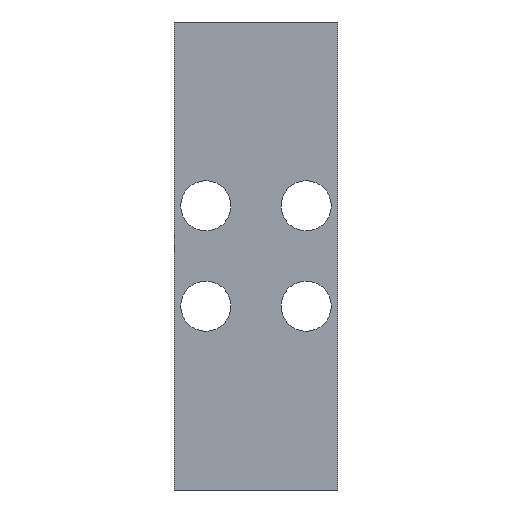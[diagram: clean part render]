
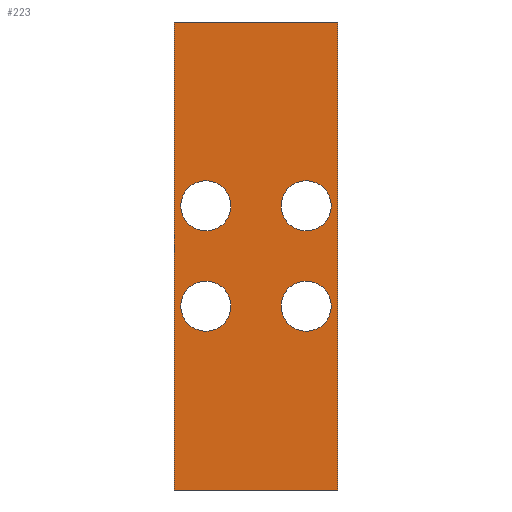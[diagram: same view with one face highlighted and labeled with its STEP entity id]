
A CAD part, front view. The second image highlights one B-rep face of the part: STEP entity #223.
In plain terms, the highlighted planar face has unit normal (0, -1, 0).
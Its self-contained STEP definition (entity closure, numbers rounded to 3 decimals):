
#38=CIRCLE('',#234,7.5);
#39=CIRCLE('',#235,7.5);
#40=CIRCLE('',#236,7.5);
#41=CIRCLE('',#237,7.5);
#42=CIRCLE('',#238,7.5);
#43=CIRCLE('',#239,7.5);
#44=CIRCLE('',#240,7.5);
#45=CIRCLE('',#241,7.5);
#51=VERTEX_POINT('',#311);
#52=VERTEX_POINT('',#313);
#54=VERTEX_POINT('',#319);
#55=VERTEX_POINT('',#320);
#56=VERTEX_POINT('',#323);
#57=VERTEX_POINT('',#324);
#58=VERTEX_POINT('',#327);
#59=VERTEX_POINT('',#328);
#60=VERTEX_POINT('',#331);
#61=VERTEX_POINT('',#332);
#62=VERTEX_POINT('',#335);
#63=VERTEX_POINT('',#337);
#71=VECTOR('',#256,1.);
#74=VECTOR('',#276,1.);
#75=VECTOR('',#277,1.);
#76=VECTOR('',#278,1.);
#87=LINE('',#312,#71);
#90=LINE('',#334,#74);
#91=LINE('',#336,#75);
#92=LINE('',#338,#76);
#103=EDGE_CURVE('',#52,#51,#87,.T.);
#106=EDGE_CURVE('',#54,#55,#38,.T.);
#107=EDGE_CURVE('',#55,#54,#39,.T.);
#108=EDGE_CURVE('',#56,#57,#40,.T.);
#109=EDGE_CURVE('',#57,#56,#41,.T.);
#110=EDGE_CURVE('',#58,#59,#42,.T.);
#111=EDGE_CURVE('',#59,#58,#43,.T.);
#112=EDGE_CURVE('',#60,#61,#44,.T.);
#113=EDGE_CURVE('',#61,#60,#45,.T.);
#114=EDGE_CURVE('',#51,#62,#90,.T.);
#115=EDGE_CURVE('',#63,#62,#91,.T.);
#116=EDGE_CURVE('',#52,#63,#92,.T.);
#134=ORIENTED_EDGE('',*,*,#106,.F.);
#135=ORIENTED_EDGE('',*,*,#107,.F.);
#136=ORIENTED_EDGE('',*,*,#108,.F.);
#137=ORIENTED_EDGE('',*,*,#109,.F.);
#138=ORIENTED_EDGE('',*,*,#110,.F.);
#139=ORIENTED_EDGE('',*,*,#111,.F.);
#140=ORIENTED_EDGE('',*,*,#112,.F.);
#141=ORIENTED_EDGE('',*,*,#113,.F.);
#142=ORIENTED_EDGE('',*,*,#114,.T.);
#143=ORIENTED_EDGE('',*,*,#115,.F.);
#144=ORIENTED_EDGE('',*,*,#116,.F.);
#145=ORIENTED_EDGE('',*,*,#103,.T.);
#187=EDGE_LOOP('',(#134,#135));
#188=EDGE_LOOP('',(#136,#137));
#189=EDGE_LOOP('',(#138,#139));
#190=EDGE_LOOP('',(#140,#141));
#191=EDGE_LOOP('',(#142,#143,#144,#145));
#205=FACE_BOUND('',#187,.T.);
#206=FACE_BOUND('',#188,.T.);
#207=FACE_BOUND('',#189,.T.);
#208=FACE_BOUND('',#190,.T.);
#209=FACE_BOUND('',#191,.T.);
#223=ADVANCED_FACE('',(#205,#206,#207,#208,#209),#367,.F.);
#233=AXIS2_PLACEMENT_3D('',#317,#259,$);
#234=AXIS2_PLACEMENT_3D('',#318,#260,#261);
#235=AXIS2_PLACEMENT_3D('',#321,#262,#263);
#236=AXIS2_PLACEMENT_3D('',#322,#264,#265);
#237=AXIS2_PLACEMENT_3D('',#325,#266,#267);
#238=AXIS2_PLACEMENT_3D('',#326,#268,#269);
#239=AXIS2_PLACEMENT_3D('',#329,#270,#271);
#240=AXIS2_PLACEMENT_3D('',#330,#272,#273);
#241=AXIS2_PLACEMENT_3D('',#333,#274,#275);
#256=DIRECTION('',(-1.,0.,0.));
#259=DIRECTION('',(0.,1.,0.));
#260=DIRECTION('',(0.,-1.,0.));
#261=DIRECTION('',(0.,0.,7.5));
#262=DIRECTION('',(0.,-1.,0.));
#263=DIRECTION('',(0.,0.,7.5));
#264=DIRECTION('',(0.,-1.,0.));
#265=DIRECTION('',(0.,0.,7.5));
#266=DIRECTION('',(0.,-1.,0.));
#267=DIRECTION('',(0.,0.,7.5));
#268=DIRECTION('',(0.,-1.,0.));
#269=DIRECTION('',(0.,0.,7.5));
#270=DIRECTION('',(0.,-1.,0.));
#271=DIRECTION('',(0.,0.,7.5));
#272=DIRECTION('',(0.,-1.,0.));
#273=DIRECTION('',(0.,0.,7.5));
#274=DIRECTION('',(0.,-1.,0.));
#275=DIRECTION('',(0.,0.,7.5));
#276=DIRECTION('',(0.,0.,-1.));
#277=DIRECTION('',(-1.,0.,0.));
#278=DIRECTION('',(0.,0.,-1.));
#311=CARTESIAN_POINT('',(-24.5,0.,70.));
#312=CARTESIAN_POINT('',(24.5,0.,70.));
#313=CARTESIAN_POINT('',(24.5,0.,70.));
#317=CARTESIAN_POINT('',(24.5,0.,70.));
#318=CARTESIAN_POINT('',(-15.,0.,-15.));
#319=CARTESIAN_POINT('',(-15.,0.,-22.5));
#320=CARTESIAN_POINT('',(-15.,0.,-7.5));
#321=CARTESIAN_POINT('',(-15.,0.,-15.));
#322=CARTESIAN_POINT('',(15.,0.,-15.));
#323=CARTESIAN_POINT('',(15.,0.,-22.5));
#324=CARTESIAN_POINT('',(15.,0.,-7.5));
#325=CARTESIAN_POINT('',(15.,0.,-15.));
#326=CARTESIAN_POINT('',(-15.,0.,15.));
#327=CARTESIAN_POINT('',(-15.,0.,7.5));
#328=CARTESIAN_POINT('',(-15.,0.,22.5));
#329=CARTESIAN_POINT('',(-15.,0.,15.));
#330=CARTESIAN_POINT('',(15.,0.,15.));
#331=CARTESIAN_POINT('',(15.,0.,7.5));
#332=CARTESIAN_POINT('',(15.,0.,22.5));
#333=CARTESIAN_POINT('',(15.,0.,15.));
#334=CARTESIAN_POINT('',(-24.5,0.,70.));
#335=CARTESIAN_POINT('',(-24.5,0.,-70.));
#336=CARTESIAN_POINT('',(24.5,0.,-70.));
#337=CARTESIAN_POINT('',(24.5,0.,-70.));
#338=CARTESIAN_POINT('',(24.5,0.,70.));
#367=PLANE('',#233);
